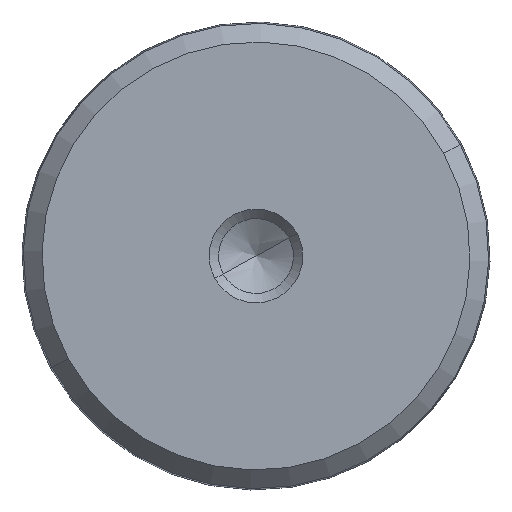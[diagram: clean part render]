
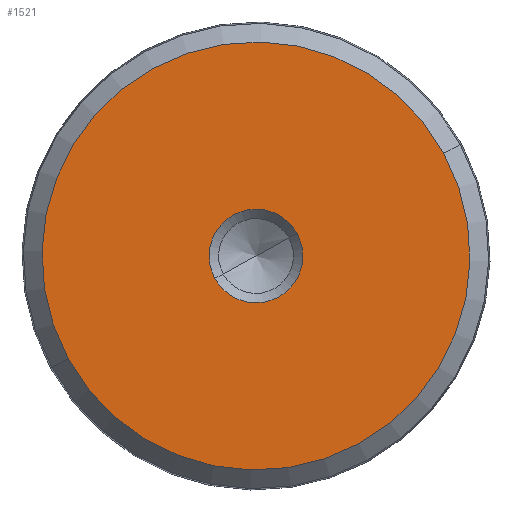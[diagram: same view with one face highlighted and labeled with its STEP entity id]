
A CAD part, left-side view. The second image highlights one B-rep face of the part: STEP entity #1521.
In plain terms, the highlighted planar face has unit normal (-1, 0, 0).
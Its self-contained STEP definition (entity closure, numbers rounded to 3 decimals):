
#1154=CARTESIAN_POINT('Vertex',(0.001,-9.96,5.479)) ;
#1157=CARTESIAN_POINT('Axis2P3D Location',(0.001,0.07,0.)) ;
#1161=CARTESIAN_POINT('Vertex',(0.001,10.099,-5.479)) ;
#1176=CARTESIAN_POINT('Axis2P3D Location',(0.001,0.07,0.)) ;
#1197=CARTESIAN_POINT('Vertex',(0.001,-2.124,1.199)) ;
#1213=CARTESIAN_POINT('Vertex',(0.001,2.263,-1.199)) ;
#1216=CARTESIAN_POINT('Axis2P3D Location',(0.001,0.07,0.)) ;
#1233=CARTESIAN_POINT('Axis2P3D Location',(0.001,0.07,0.)) ;
#1508=CARTESIAN_POINT('Axis2P3D Location',(0.001,2.57,0.)) ;
#1158=DIRECTION('Axis2P3D Direction',(1.,-0.,0.)) ;
#1177=DIRECTION('Axis2P3D Direction',(1.,-0.,0.)) ;
#1217=DIRECTION('Axis2P3D Direction',(-1.,0.,0.)) ;
#1234=DIRECTION('Axis2P3D Direction',(-1.,0.,0.)) ;
#1509=DIRECTION('Axis2P3D Direction',(-1.,0.,0.)) ;
#1510=DIRECTION('Axis2P3D XDirection',(0.,1.,0.)) ;
#1159=AXIS2_PLACEMENT_3D('Circle Axis2P3D',#1157,#1158,$) ;
#1178=AXIS2_PLACEMENT_3D('Circle Axis2P3D',#1176,#1177,$) ;
#1218=AXIS2_PLACEMENT_3D('Circle Axis2P3D',#1216,#1217,$) ;
#1235=AXIS2_PLACEMENT_3D('Circle Axis2P3D',#1233,#1234,$) ;
#1511=AXIS2_PLACEMENT_3D('Plane Axis2P3D',#1508,#1509,#1510) ;
#1514=ORIENTED_EDGE('',*,*,#1180,.T.) ;
#1515=ORIENTED_EDGE('',*,*,#1163,.T.) ;
#1518=ORIENTED_EDGE('',*,*,#1220,.F.) ;
#1519=ORIENTED_EDGE('',*,*,#1237,.F.) ;
#1520=FACE_BOUND('',#1517,.T.) ;
#1521=ADVANCED_FACE('Hauptk\X2\00F6\X0\rper',(#1516,#1520),#1512,.T.) ;
#1160=CIRCLE('generated circle',#1159,11.428) ;
#1179=CIRCLE('generated circle',#1178,11.428) ;
#1219=CIRCLE('generated circle',#1218,2.5) ;
#1236=CIRCLE('generated circle',#1235,2.5) ;
#1163=EDGE_CURVE('',#1162,#1155,#1160,.F.) ;
#1180=EDGE_CURVE('',#1155,#1162,#1179,.F.) ;
#1220=EDGE_CURVE('',#1214,#1198,#1219,.T.) ;
#1237=EDGE_CURVE('',#1198,#1214,#1236,.T.) ;
#1513=EDGE_LOOP('',(#1514,#1515)) ;
#1517=EDGE_LOOP('',(#1518,#1519)) ;
#1516=FACE_OUTER_BOUND('',#1513,.T.) ;
#1512=PLANE('',#1511) ;
#1155=VERTEX_POINT('',#1154) ;
#1162=VERTEX_POINT('',#1161) ;
#1198=VERTEX_POINT('',#1197) ;
#1214=VERTEX_POINT('',#1213) ;
